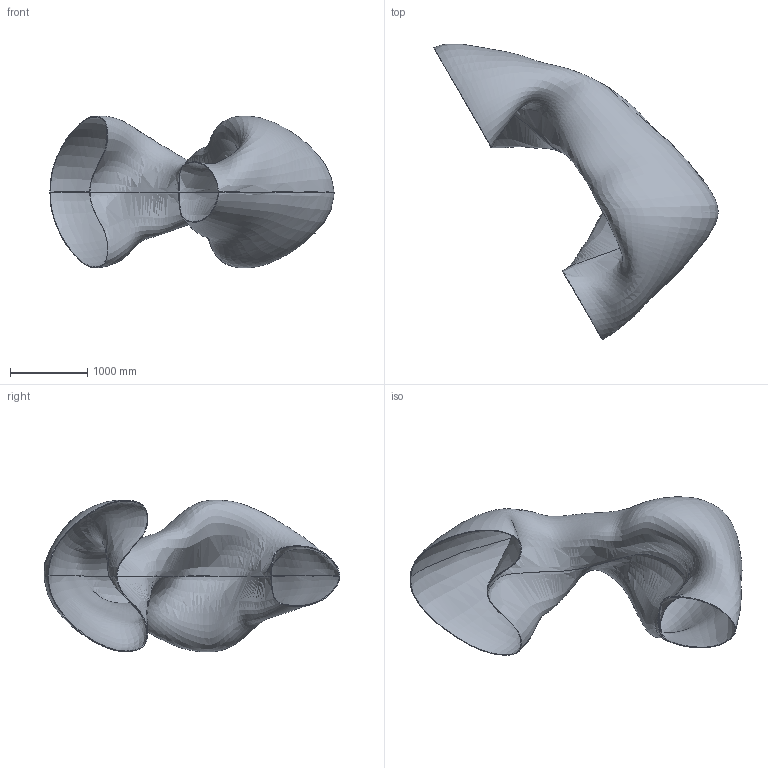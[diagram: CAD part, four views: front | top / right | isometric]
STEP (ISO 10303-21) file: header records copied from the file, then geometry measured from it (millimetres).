
FILE_DESCRIPTION((''),'2;1');
FILE_NAME('SE120-001_180SURF','2004-11-11T',('tbrown'),(''),'PRO/ENGINEER BY PARAMETRIC TECHNOLOGY CORPORATION, 2003490','PRO/ENGINEER BY PARAMETRIC TECHNOLOGY CORPORATION, 2003490','');
FILE_SCHEMA(('CONFIG_CONTROL_DESIGN'));
Length unit declared in the file: inch
Products named in the file (1): SE120-001_180SURF
Bounding box: 3676.26 x 3827.14 x 1964.16 mm (x, y, z)
Volume: 198985537.1 mm3; surface area: 41847200.3 mm2
Topology: 1 solids, 1 shells, 8 faces, 16 edges, 8 vertices
Faces by surface type: bspline 8
Entity records: 24051 total; most frequent: CARTESIAN_POINT 23891, ORIENTED_EDGE 32, EDGE_CURVE 16, B_SPLINE_CURVE_WITH_KNOTS 12, VERTEX_POINT 8, B_SPLINE_SURFACE_WITH_KNOTS 8, EDGE_LOOP 8, FACE_OUTER_BOUND 8
